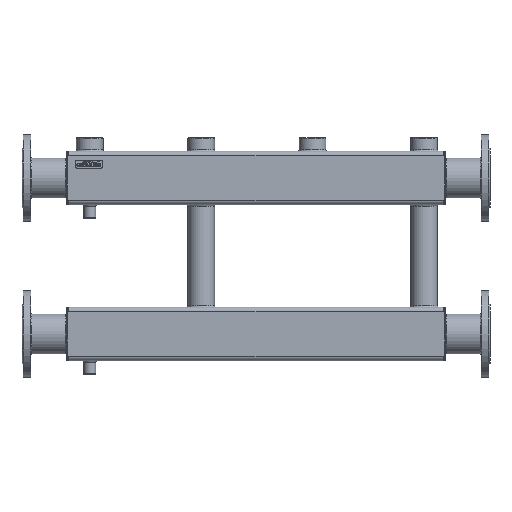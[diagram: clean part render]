
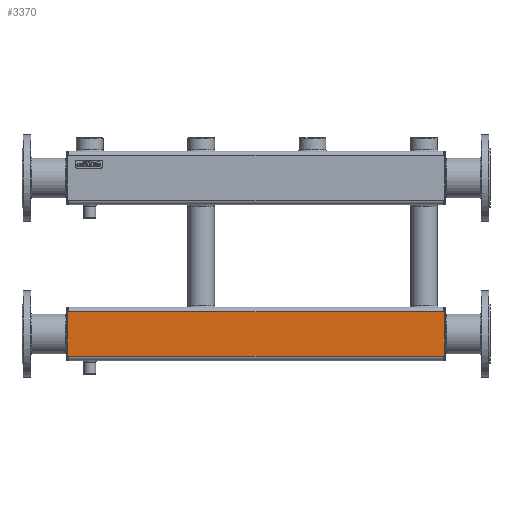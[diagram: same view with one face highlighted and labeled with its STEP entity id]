
A CAD part, top view. The second image highlights one B-rep face of the part: STEP entity #3370.
In plain terms, the highlighted planar face has unit normal (0, 0, 1).
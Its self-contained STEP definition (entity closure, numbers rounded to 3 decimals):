
#3370=ADVANCED_FACE('',(#8882),#8884,.T.);
#8882=FACE_BOUND('',#8883,.T.);
#8883=EDGE_LOOP('',(#12841,#12842,#12843,#12844,#12845,#12846,#12847,#12848,#12849,
#12850,#12851,#12852,#12853,#12854,#12855,#12856));
#8884=PLANE('',#8885);
#8885=AXIS2_PLACEMENT_3D('',#8886,#8887,#8888);
#8886=CARTESIAN_POINT('',(0.,-300.,60.));
#8887=DIRECTION('',(0.,0.,1.));
#8888=DIRECTION('',(0.,-1.,0.));
#12841=ORIENTED_EDGE('',*,*,#14557,.T.);
#12842=ORIENTED_EDGE('',*,*,#14558,.T.);
#12843=ORIENTED_EDGE('',*,*,#14559,.T.);
#12844=ORIENTED_EDGE('',*,*,#14560,.T.);
#12845=ORIENTED_EDGE('',*,*,#14561,.F.);
#12846=ORIENTED_EDGE('',*,*,#14562,.F.);
#12847=ORIENTED_EDGE('',*,*,#14520,.F.);
#12848=ORIENTED_EDGE('',*,*,#14517,.T.);
#12849=ORIENTED_EDGE('',*,*,#14515,.F.);
#12850=ORIENTED_EDGE('',*,*,#14541,.T.);
#12851=ORIENTED_EDGE('',*,*,#14539,.T.);
#12852=ORIENTED_EDGE('',*,*,#14563,.T.);
#12853=ORIENTED_EDGE('',*,*,#14564,.F.);
#12854=ORIENTED_EDGE('',*,*,#14565,.F.);
#12855=ORIENTED_EDGE('',*,*,#14566,.F.);
#12856=ORIENTED_EDGE('',*,*,#14567,.T.);
#14515=EDGE_CURVE('',#16513,#16515,#16516,.T.);
#14517=EDGE_CURVE('',#16518,#16515,#16519,.T.);
#14520=EDGE_CURVE('',#16518,#16521,#16523,.T.);
#14539=EDGE_CURVE('',#16553,#16551,#16554,.T.);
#14541=EDGE_CURVE('',#16513,#16553,#16556,.T.);
#14557=EDGE_CURVE('',#16587,#16588,#16589,.T.);
#14558=EDGE_CURVE('',#16588,#16590,#16591,.T.);
#14559=EDGE_CURVE('',#16590,#16592,#16593,.T.);
#14560=EDGE_CURVE('',#16592,#16594,#16595,.F.);
#14561=EDGE_CURVE('',#16596,#16594,#16597,.T.);
#14562=EDGE_CURVE('',#16521,#16596,#16598,.F.);
#14563=EDGE_CURVE('',#16551,#16599,#16600,.F.);
#14564=EDGE_CURVE('',#16601,#16599,#16602,.T.);
#14565=EDGE_CURVE('',#16603,#16601,#16604,.F.);
#14566=EDGE_CURVE('',#16605,#16603,#16606,.T.);
#14567=EDGE_CURVE('',#16605,#16587,#16607,.T.);
#16513=VERTEX_POINT('',#24794);
#16515=VERTEX_POINT('',#24799);
#16516=LINE('',#24800,#24801);
#16518=VERTEX_POINT('',#24807);
#16519=LINE('',#24808,#24809);
#16521=VERTEX_POINT('',#24815);
#16523=LINE('',#24838,#24839);
#16551=VERTEX_POINT('',#24988);
#16553=VERTEX_POINT('',#25011);
#16554=LINE('',#25012,#25013);
#16556=LINE('',#25019,#25020);
#16587=VERTEX_POINT('',#25097);
#16588=VERTEX_POINT('',#25098);
#16589=LINE('',#25099,#25100);
#16590=VERTEX_POINT('',#25102);
#16591=LINE('',#25103,#25104);
#16592=VERTEX_POINT('',#25106);
#16593=LINE('',#25107,#25108);
#16594=VERTEX_POINT('',#25110);
#16595=LINE('',#25111,#25112);
#16596=VERTEX_POINT('',#25114);
#16597=LINE('',#25115,#25116);
#16598=LINE('',#25118,#25119);
#16599=VERTEX_POINT('',#25121);
#16600=LINE('',#25122,#25123);
#16601=VERTEX_POINT('',#25125);
#16602=LINE('',#25126,#25127);
#16603=VERTEX_POINT('',#25129);
#16604=LINE('',#25130,#25131);
#16605=VERTEX_POINT('',#25133);
#16606=LINE('',#25134,#25135);
#16607=LINE('',#25137,#25138);
#24794=CARTESIAN_POINT('',(0.,-300.,60.));
#24799=CARTESIAN_POINT('',(840.,-300.,60.));
#24800=CARTESIAN_POINT('',(0.,-300.,60.));
#24801=VECTOR('',#24802,1.);
#24802=DIRECTION('',(1.,0.,0.));
#24807=CARTESIAN_POINT('',(840.,-298.,60.));
#24808=CARTESIAN_POINT('',(840.,-298.,60.));
#24809=VECTOR('',#24810,1.);
#24810=DIRECTION('',(0.,-1.,0.));
#24815=CARTESIAN_POINT('',(842.04,-298.,60.));
#24838=CARTESIAN_POINT('',(840.,-298.,60.));
#24839=VECTOR('',#24840,1.);
#24840=DIRECTION('',(1.,0.,0.));
#24988=CARTESIAN_POINT('',(-2.04,-298.,60.));
#25011=CARTESIAN_POINT('',(0.,-298.,60.));
#25012=CARTESIAN_POINT('',(0.,-298.,60.));
#25013=VECTOR('',#25014,1.);
#25014=DIRECTION('',(-1.,0.,0.));
#25019=CARTESIAN_POINT('',(0.,-300.,60.));
#25020=VECTOR('',#25021,1.);
#25021=DIRECTION('',(0.,1.,0.));
#25097=CARTESIAN_POINT('',(0.,-400.,60.));
#25098=CARTESIAN_POINT('',(840.,-400.,60.));
#25099=CARTESIAN_POINT('',(0.,-400.,60.));
#25100=VECTOR('',#25101,1.);
#25101=DIRECTION('',(1.,0.,0.));
#25102=CARTESIAN_POINT('',(840.,-402.,60.));
#25103=CARTESIAN_POINT('',(840.,-400.,60.));
#25104=VECTOR('',#25105,1.);
#25105=DIRECTION('',(0.,-1.,0.));
#25106=CARTESIAN_POINT('',(842.04,-402.,60.));
#25107=CARTESIAN_POINT('',(840.,-402.,60.));
#25108=VECTOR('',#25109,1.);
#25109=DIRECTION('',(1.,0.,0.));
#25110=CARTESIAN_POINT('',(842.042,-402.,60.));
#25111=CARTESIAN_POINT('',(842.042,-402.,60.));
#25112=VECTOR('',#25113,1.);
#25113=DIRECTION('',(-1.,0.,0.));
#25114=CARTESIAN_POINT('',(842.042,-298.,60.));
#25115=CARTESIAN_POINT('',(842.042,-298.,60.));
#25116=VECTOR('',#25117,1.);
#25117=DIRECTION('',(0.,-1.,0.));
#25118=CARTESIAN_POINT('',(842.042,-298.,60.));
#25119=VECTOR('',#25120,1.);
#25120=DIRECTION('',(-1.,0.,0.));
#25121=CARTESIAN_POINT('',(-2.042,-298.,60.));
#25122=CARTESIAN_POINT('',(-2.042,-298.,60.));
#25123=VECTOR('',#25124,1.);
#25124=DIRECTION('',(1.,0.,0.));
#25125=CARTESIAN_POINT('',(-2.042,-402.,60.));
#25126=CARTESIAN_POINT('',(-2.042,-402.,60.));
#25127=VECTOR('',#25128,1.);
#25128=DIRECTION('',(0.,1.,0.));
#25129=CARTESIAN_POINT('',(-2.04,-402.,60.));
#25130=CARTESIAN_POINT('',(-2.042,-402.,60.));
#25131=VECTOR('',#25132,1.);
#25132=DIRECTION('',(1.,0.,0.));
#25133=CARTESIAN_POINT('',(0.,-402.,60.));
#25134=CARTESIAN_POINT('',(0.,-402.,60.));
#25135=VECTOR('',#25136,1.);
#25136=DIRECTION('',(-1.,0.,0.));
#25137=CARTESIAN_POINT('',(0.,-402.,60.));
#25138=VECTOR('',#25139,1.);
#25139=DIRECTION('',(0.,1.,0.));
